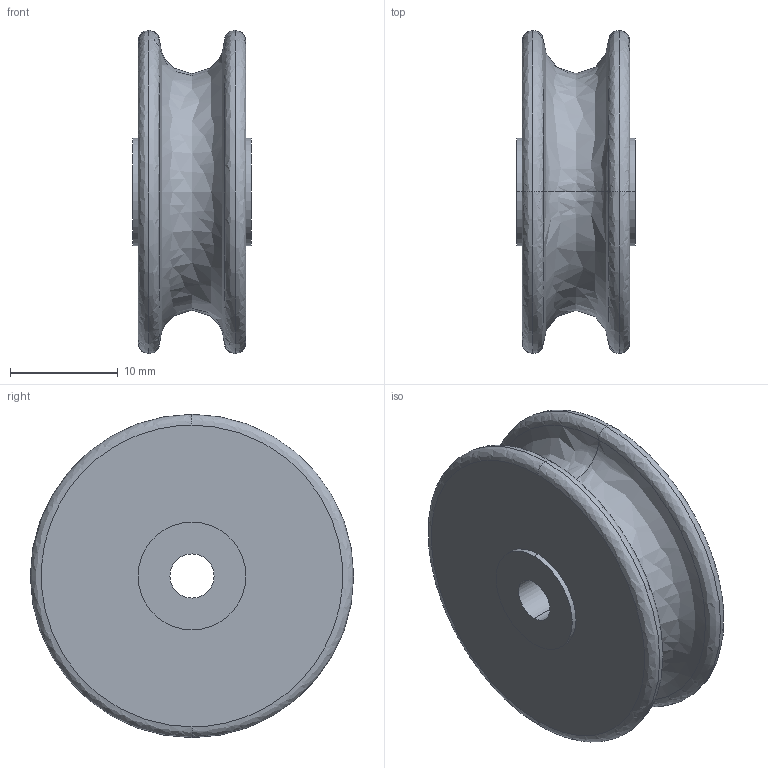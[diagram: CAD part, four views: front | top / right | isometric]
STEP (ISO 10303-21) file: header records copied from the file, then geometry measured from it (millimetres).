
FILE_DESCRIPTION (( 'STEP AP214' ), '1' );
FILE_NAME ('0016518.step', '2022-12-02T12:01:38', ( '' ), ( '' ), 'SwSTEP 2.0', 'SolidWorks 2020', '' );
FILE_SCHEMA (( 'AUTOMOTIVE_DESIGN' ));
Length unit declared in the file: metre
Products named in the file (1): 0016518
Bounding box: 11 x 30 x 30 mm (x, y, z)
Volume: 5245.4 mm3; surface area: 2672.2 mm2
Topology: 1 solids, 1 shells, 20 faces, 40 edges, 24 vertices
Faces by surface type: bspline 10, cylinder 6, plane 4
Entity records: 678 total; most frequent: CARTESIAN_POINT 247, DIRECTION 88, ORIENTED_EDGE 80, AXIS2_PLACEMENT_3D 41, EDGE_CURVE 40, CIRCLE 30, EDGE_LOOP 24, VERTEX_POINT 24
